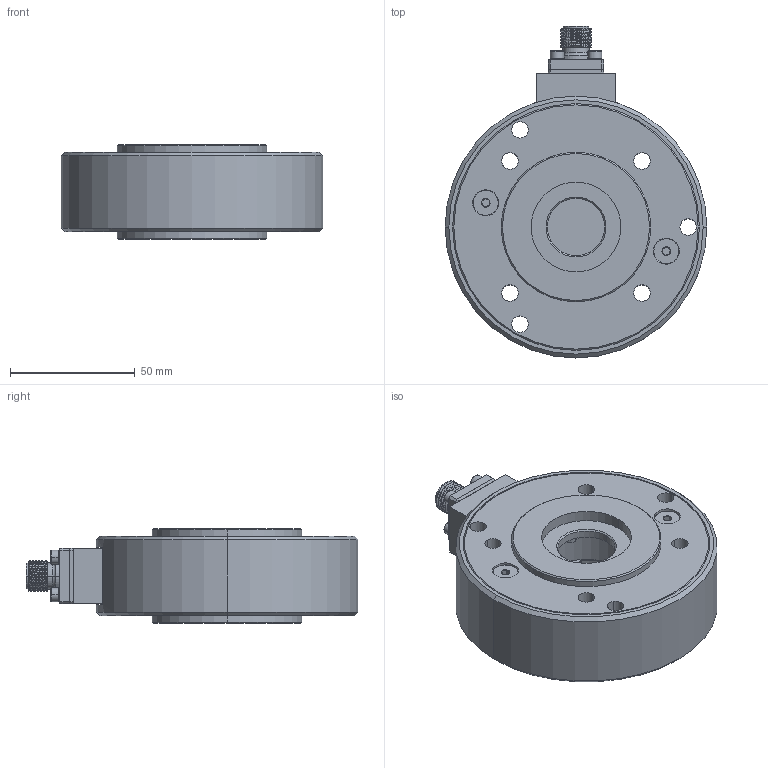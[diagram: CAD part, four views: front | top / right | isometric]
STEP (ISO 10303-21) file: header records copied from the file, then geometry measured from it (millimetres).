
FILE_DESCRIPTION (( 'STEP AP214' ), '1' );
FILE_NAME ('12300024.STEP', '2021-01-21T15:18:31', ( '' ), ( '' ), 'SwSTEP 2.0', 'SolidWorks 2020', '' );
FILE_SCHEMA (( 'AUTOMOTIVE_DESIGN' ));
Length unit declared in the file: inch
Products named in the file (1): 12300024
Bounding box: 105 x 133.16 x 38 mm (x, y, z)
Surface area: 42587.7 mm2 (no closed solid volume)
Topology: 0 solids, 28 shells, 277 faces, 829 edges, 566 vertices
Faces by surface type: cylinder 118, plane 92, cone 46, bspline 13, torus 8
Entity records: 15100 total; most frequent: CARTESIAN_POINT 4052, DIRECTION 1668, ORIENTED_EDGE 1325, EDGE_CURVE 813, AXIS2_PLACEMENT_3D 650, VERTEX_POINT 566, CIRCLE 385, VECTOR 368
